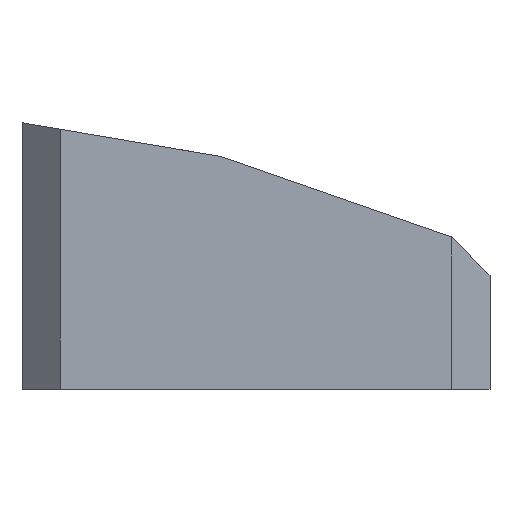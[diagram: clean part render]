
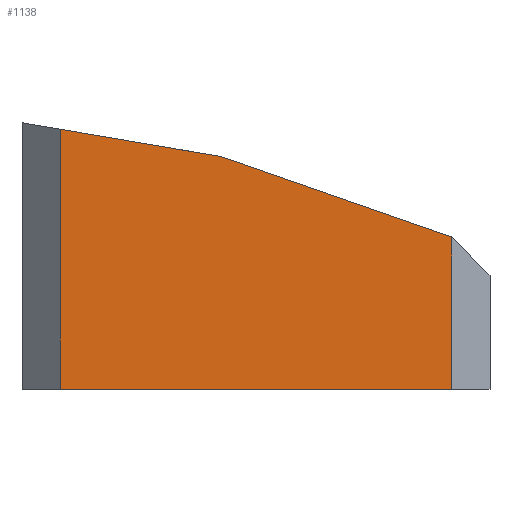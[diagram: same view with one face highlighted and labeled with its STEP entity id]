
A CAD part, left-side view. The second image highlights one B-rep face of the part: STEP entity #1138.
In plain terms, the highlighted planar face has unit normal (-1, 0, 0).
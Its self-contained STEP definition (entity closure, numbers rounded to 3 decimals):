
#60=FACE_OUTER_BOUND('',#122,.T.);
#122=EDGE_LOOP('',(#797,#798,#799,#800,#801));
#190=LINE('',#1575,#338);
#215=LINE('',#1633,#363);
#218=LINE('',#1639,#366);
#219=LINE('',#1641,#367);
#220=LINE('',#1642,#368);
#338=VECTOR('',#1274,10.);
#363=VECTOR('',#1315,10.);
#366=VECTOR('',#1320,10.);
#367=VECTOR('',#1321,10.);
#368=VECTOR('',#1322,10.);
#486=VERTEX_POINT('',#1572);
#487=VERTEX_POINT('',#1574);
#512=VERTEX_POINT('',#1632);
#514=VERTEX_POINT('',#1638);
#515=VERTEX_POINT('',#1640);
#594=EDGE_CURVE('',#486,#487,#190,.T.);
#623=EDGE_CURVE('',#512,#487,#215,.T.);
#626=EDGE_CURVE('',#514,#486,#218,.T.);
#627=EDGE_CURVE('',#515,#514,#219,.T.);
#628=EDGE_CURVE('',#512,#515,#220,.T.);
#797=ORIENTED_EDGE('',*,*,#594,.F.);
#798=ORIENTED_EDGE('',*,*,#626,.F.);
#799=ORIENTED_EDGE('',*,*,#627,.F.);
#800=ORIENTED_EDGE('',*,*,#628,.F.);
#801=ORIENTED_EDGE('',*,*,#623,.T.);
#1088=PLANE('',#1202);
#1138=ADVANCED_FACE('',(#60),#1088,.T.);
#1202=AXIS2_PLACEMENT_3D('',#1637,#1318,#1319);
#1274=DIRECTION('',(0.,-0.986,-0.167));
#1315=DIRECTION('',(0.,0.944,0.329));
#1318=DIRECTION('center_axis',(-1.,0.,0.));
#1319=DIRECTION('ref_axis',(0.,-1.,0.));
#1320=DIRECTION('',(0.,0.,1.));
#1321=DIRECTION('',(0.,1.,0.));
#1322=DIRECTION('',(0.,0.,-1.));
#1572=CARTESIAN_POINT('',(-26.5,30.,29.153));
#1574=CARTESIAN_POINT('',(-26.5,8.753,25.553));
#1575=CARTESIAN_POINT('',(-26.5,21.837,27.77));
#1632=CARTESIAN_POINT('',(-26.5,-21.5,15.));
#1633=CARTESIAN_POINT('',(-26.5,-2.436,21.65));
#1637=CARTESIAN_POINT('Origin',(-26.5,26.5,0.));
#1638=CARTESIAN_POINT('',(-26.5,30.,-5.));
#1639=CARTESIAN_POINT('',(-26.5,30.,0.));
#1640=CARTESIAN_POINT('',(-26.5,-21.5,-5.));
#1641=CARTESIAN_POINT('',(-26.5,26.5,-5.));
#1642=CARTESIAN_POINT('',(-26.5,-21.5,0.));
